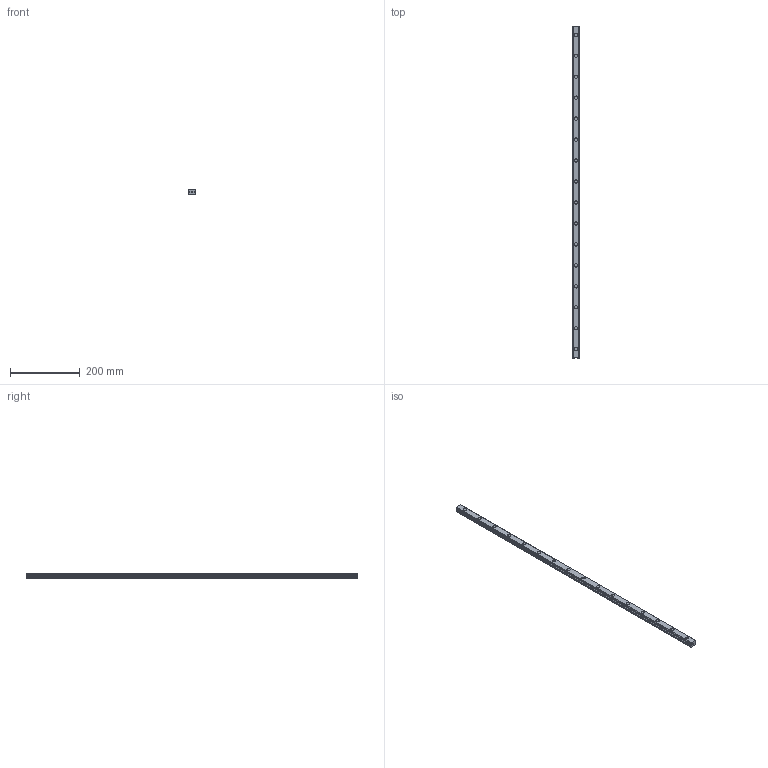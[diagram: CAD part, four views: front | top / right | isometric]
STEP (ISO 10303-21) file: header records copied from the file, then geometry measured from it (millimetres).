
FILE_DESCRIPTION(('STEP AP214'),'1');
FILE_NAME('cctmp_F9AD2C6E-C1E2-43A5-9CE0-7F276FFBD791_2021_02_04_10_13_44_0867..stp','2021-02-04T09:13:45',('HIWIN GmbH'),('CADClick - www.CADClick.com'),'Spatial InterOp 3D',' ','unknown authorization');
FILE_SCHEMA(('AUTOMOTIVE_DESIGN'));
Length unit declared in the file: millimetre
Products named in the file (1): EGR20R950C_FILE
Bounding box: 20 x 950 x 15.5 mm (x, y, z)
Volume: 254814.5 mm3; surface area: 76416.4 mm2
Topology: 1 solids, 1 shells, 295 faces, 707 edges, 450 vertices
Faces by surface type: plane 181, cylinder 114
Entity records: 10965 total; most frequent: DIRECTION 1591, CARTESIAN_POINT 1453, ORIENTED_EDGE 1414, EDGE_CURVE 707, AXIS2_PLACEMENT_3D 588, VERTEX_POINT 450, LINE 415, VECTOR 415
